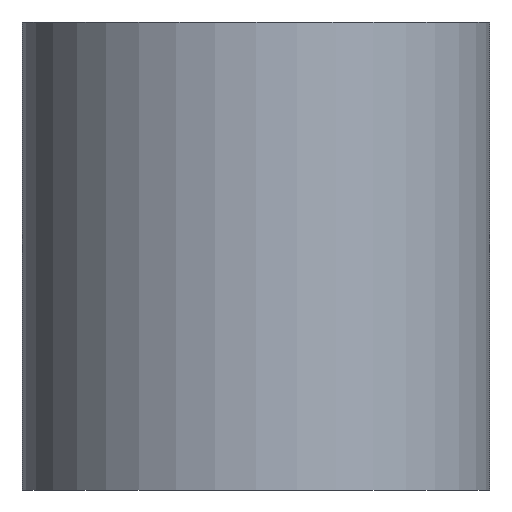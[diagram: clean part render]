
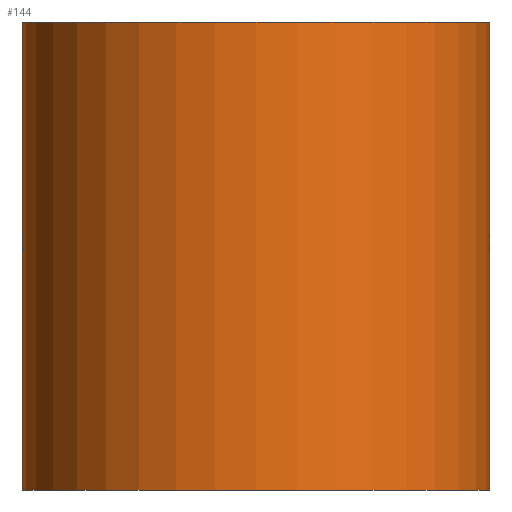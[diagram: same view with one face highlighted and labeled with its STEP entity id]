
A CAD part, left-side view. The second image highlights one B-rep face of the part: STEP entity #144.
In plain terms, the highlighted cylindrical face has radius 2.5 mm (diameter 5 mm), a partial arc.
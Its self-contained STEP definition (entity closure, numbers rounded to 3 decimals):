
#26=FACE_OUTER_BOUND('',#34,.T.);
#34=EDGE_LOOP('',(#113,#114,#115,#116));
#46=LINE('',#241,#56);
#49=LINE('',#249,#59);
#56=VECTOR('',#198,10.);
#59=VECTOR('',#205,10.);
#67=CIRCLE('',#171,2.5);
#68=CIRCLE('',#172,2.5);
#76=VERTEX_POINT('',#238);
#77=VERTEX_POINT('',#240);
#79=VERTEX_POINT('',#246);
#80=VERTEX_POINT('',#248);
#90=EDGE_CURVE('',#77,#76,#46,.T.);
#93=EDGE_CURVE('',#76,#79,#67,.T.);
#94=EDGE_CURVE('',#80,#79,#49,.T.);
#95=EDGE_CURVE('',#77,#80,#68,.T.);
#113=ORIENTED_EDGE('',*,*,#93,.T.);
#114=ORIENTED_EDGE('',*,*,#94,.F.);
#115=ORIENTED_EDGE('',*,*,#95,.F.);
#116=ORIENTED_EDGE('',*,*,#90,.T.);
#139=CYLINDRICAL_SURFACE('',#170,2.5);
#144=ADVANCED_FACE('',(#26),#139,.T.);
#170=AXIS2_PLACEMENT_3D('',#245,#201,#202);
#171=AXIS2_PLACEMENT_3D('',#247,#203,#204);
#172=AXIS2_PLACEMENT_3D('',#250,#206,#207);
#198=DIRECTION('',(0.,0.,-1.));
#201=DIRECTION('center_axis',(0.,0.,-1.));
#202=DIRECTION('ref_axis',(0.,1.,0.));
#203=DIRECTION('center_axis',(0.,0.,1.));
#204=DIRECTION('ref_axis',(0.,1.,0.));
#205=DIRECTION('',(0.,0.,-1.));
#206=DIRECTION('center_axis',(0.,0.,1.));
#207=DIRECTION('ref_axis',(0.,1.,0.));
#238=CARTESIAN_POINT('',(-3.044,32.118,-3.675));
#240=CARTESIAN_POINT('',(-3.044,32.118,1.325));
#241=CARTESIAN_POINT('',(-3.044,32.118,1.325));
#245=CARTESIAN_POINT('Origin',(-3.044,29.618,1.325));
#246=CARTESIAN_POINT('',(-3.044,27.118,-3.675));
#247=CARTESIAN_POINT('Origin',(-3.044,29.618,-3.675));
#248=CARTESIAN_POINT('',(-3.044,27.118,1.325));
#249=CARTESIAN_POINT('',(-3.044,27.118,1.325));
#250=CARTESIAN_POINT('Origin',(-3.044,29.618,1.325));
